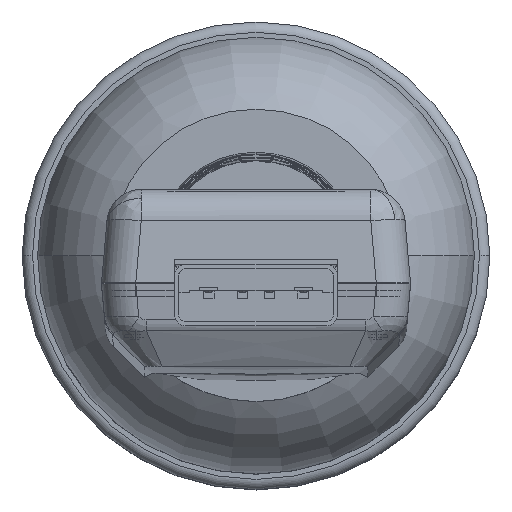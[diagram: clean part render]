
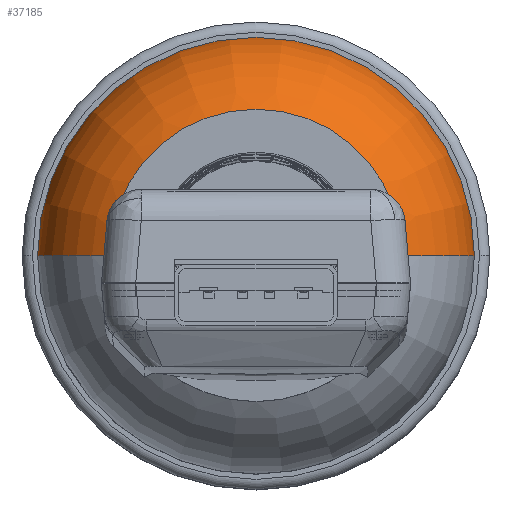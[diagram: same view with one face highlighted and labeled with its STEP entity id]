
A CAD part, top view. The second image highlights one B-rep face of the part: STEP entity #37185.
In plain terms, the highlighted toroidal (fillet/blend) face has major radius 5.969 mm and minor radius 10.16 mm.
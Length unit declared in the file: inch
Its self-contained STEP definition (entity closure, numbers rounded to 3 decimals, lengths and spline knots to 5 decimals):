
#229 = CARTESIAN_POINT ( 'NONE',  ( 0.425, 0., 2.9 ) ) ;
#290 = CIRCLE ( 'NONE', #14085, 0.4 ) ;
#1734 = CARTESIAN_POINT ( 'NONE',  ( 0.235, 0., 2.54801 ) ) ;
#2083 = TOROIDAL_SURFACE ( 'NONE', #29218, 0.235, 0.4 ) ;
#3316 = VERTEX_POINT ( 'NONE', #229 ) ;
#3867 = DIRECTION ( 'NONE',  ( 0., 1., 0. ) ) ;
#4199 = VERTEX_POINT ( 'NONE', #26602 ) ;
#4503 = CARTESIAN_POINT ( 'NONE',  ( 0., 0., 2.9 ) ) ;
#4611 = DIRECTION ( 'NONE',  ( 0., 0., -1. ) ) ;
#5668 = VERTEX_POINT ( 'NONE', #25215 ) ;
#6280 = EDGE_CURVE ( 'NONE', #3316, #11490, #29123, .T. ) ;
#7403 = DIRECTION ( 'NONE',  ( 1., 0., 0. ) ) ;
#8614 = EDGE_CURVE ( 'NONE', #4199, #5668, #13369, .T. ) ;
#9331 = ORIENTED_EDGE ( 'NONE', *, *, #6280, .F. ) ;
#11471 = DIRECTION ( 'NONE',  ( 0., 0., 1. ) ) ;
#11478 = ORIENTED_EDGE ( 'NONE', *, *, #13559, .F. ) ;
#11483 = CARTESIAN_POINT ( 'NONE',  ( -0.425, 0., 2.9 ) ) ;
#11490 = VERTEX_POINT ( 'NONE', #11483 ) ;
#12244 = EDGE_CURVE ( 'NONE', #4199, #11490, #14768, .T. ) ;
#13369 = CIRCLE ( 'NONE', #27663, 0.635 ) ;
#13559 = EDGE_CURVE ( 'NONE', #5668, #3316, #290, .T. ) ;
#14085 = AXIS2_PLACEMENT_3D ( 'NONE', #1734, #21867, #4611 ) ;
#14768 = CIRCLE ( 'NONE', #28004, 0.4 ) ;
#16304 = DIRECTION ( 'NONE',  ( 0., 0., -1. ) ) ;
#20180 = DIRECTION ( 'NONE',  ( 1., 0., 0. ) ) ;
#21121 = CARTESIAN_POINT ( 'NONE',  ( -0.235, 0., 2.54801 ) ) ;
#21867 = DIRECTION ( 'NONE',  ( 0., -1., 0. ) ) ;
#24018 = DIRECTION ( 'NONE',  ( -1., 0., 0. ) ) ;
#24181 = FACE_OUTER_BOUND ( 'NONE', #34560, .T. ) ;
#24680 = DIRECTION ( 'NONE',  ( 0., 0., 1. ) ) ;
#25215 = CARTESIAN_POINT ( 'NONE',  ( 0.635, 0., 2.54801 ) ) ;
#26602 = CARTESIAN_POINT ( 'NONE',  ( -0.635, 0., 2.54801 ) ) ;
#27663 = AXIS2_PLACEMENT_3D ( 'NONE', #33533, #16304, #36420 ) ;
#28004 = AXIS2_PLACEMENT_3D ( 'NONE', #21121, #3867, #24018 ) ;
#29123 = CIRCLE ( 'NONE', #32670, 0.425 ) ;
#29218 = AXIS2_PLACEMENT_3D ( 'NONE', #34514, #11471, #20180 ) ;
#31885 = ORIENTED_EDGE ( 'NONE', *, *, #12244, .T. ) ;
#32670 = AXIS2_PLACEMENT_3D ( 'NONE', #4503, #24680, #7403 ) ;
#33533 = CARTESIAN_POINT ( 'NONE',  ( 0., 0., 2.54801 ) ) ;
#34514 = CARTESIAN_POINT ( 'NONE',  ( 0., 0., 2.54801 ) ) ;
#34560 = EDGE_LOOP ( 'NONE', ( #35644, #31885, #9331, #11478 ) ) ;
#35644 = ORIENTED_EDGE ( 'NONE', *, *, #8614, .F. ) ;
#36420 = DIRECTION ( 'NONE',  ( 1., 0., 0. ) ) ;
#37185 = ADVANCED_FACE ( 'NONE', ( #24181 ), #2083, .T. ) ;
